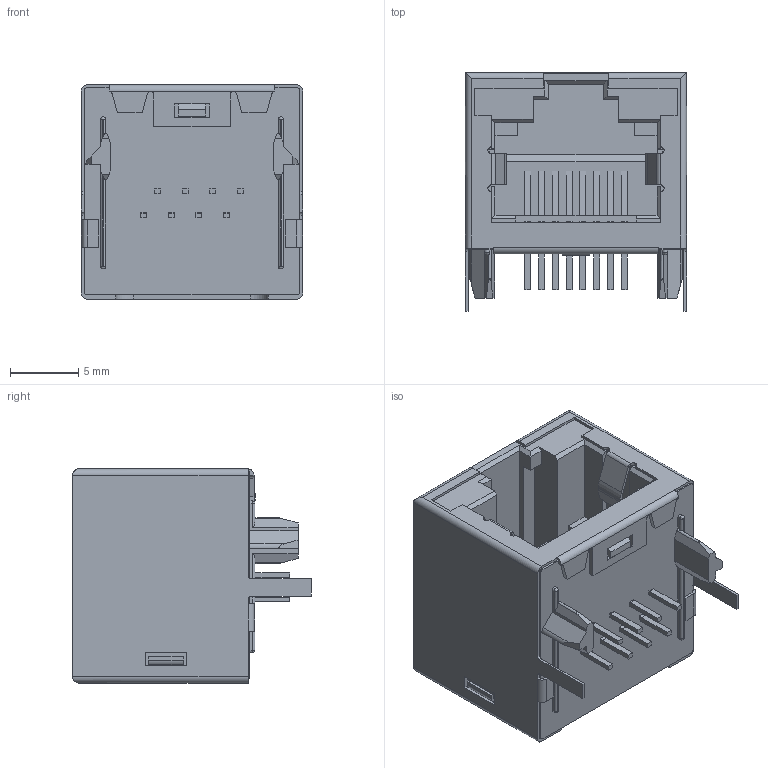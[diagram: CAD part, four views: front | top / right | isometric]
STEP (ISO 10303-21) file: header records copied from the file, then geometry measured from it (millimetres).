
FILE_DESCRIPTION(('STEP AP242'),'1');
FILE_NAME('1-406541-5.stp','2025-08-19T08:46:02',('TraceParts'),('TraceParts S.A.'),'Spatial InterOp 3D',' ',' ');
FILE_SCHEMA(('AP242_MANAGED_MODEL_BASED_3D_ENGINEERING_MIM_LF {1 0 10303 442 1 1 4}'));
Length unit declared in the file: millimetre
Products named in the file (1): C-1-406541-5
Bounding box: 16.27 x 17.55 x 15.75 mm (x, y, z)
Volume: 2224 mm3; surface area: 2164.3 mm2
Topology: 1 solids, 1 shells, 398 faces, 1105 edges, 722 vertices
Faces by surface type: plane 296, cylinder 98, bspline 4
Entity records: 12847 total; most frequent: CARTESIAN_POINT 2504, ORIENTED_EDGE 2210, DIRECTION 2059, EDGE_CURVE 1105, LINE 893, VECTOR 893, VERTEX_POINT 722, AXIS2_PLACEMENT_3D 583
